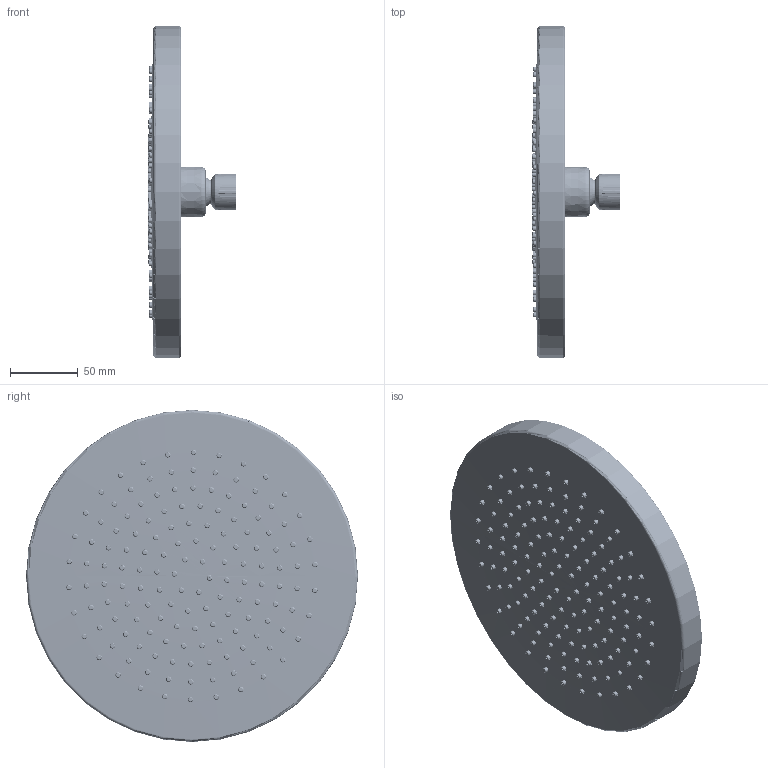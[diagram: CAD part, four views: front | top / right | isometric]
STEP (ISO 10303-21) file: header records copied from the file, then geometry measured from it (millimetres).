
FILE_DESCRIPTION((''),'2;1');
FILE_NAME('10-IN-NEW-DP_ASM','2015-01-17T',('fe'),(''),'PRO/ENGINEER BY PARAMETRIC TECHNOLOGY CORPORATION, 2010040','PRO/ENGINEER BY PARAMETRIC TECHNOLOGY CORPORATION, 2010040','');
FILE_SCHEMA(('CONFIG_CONTROL_DESIGN'));
Length unit declared in the file: millimetre
Products named in the file (8): PP; 10-IN-SUS-BB; 10-IN-TPR-CCW; QIUTOULUOMU-NEW-8IN; C-HUAN; QIUTOU-NDWE; ST-42-11; 10-IN-NEW-DP_ASM
Assembly tree (10 placements, depth 2):
  10-IN-NEW-DP_ASM
    PP
    10-IN-SUS-BB
    10-IN-TPR-CCW
    QIUTOULUOMU-NEW-8IN
    C-HUAN
    QIUTOU-NDWE
    ST-42-11  x4
Bounding box: 65.14 x 245.78 x 245.78 mm (x, y, z)
Volume: 306615.6 mm3; surface area: 320358.4 mm2
Topology: 10 solids, 10 shells, 2738 faces, 6351 edges, 3817 vertices
Faces by surface type: bspline 833, cylinder 809, torus 387, cone 373, plane 263, sphere 73
Entity records: 140889 total; most frequent: CARTESIAN_POINT 87707, ORIENTED_EDGE 11928, DIRECTION 9162, EDGE_CURVE 5964, AXIS2_PLACEMENT_3D 3988, VERTEX_POINT 3574, EDGE_LOOP 3404, B_SPLINE_CURVE_WITH_KNOTS 2599
